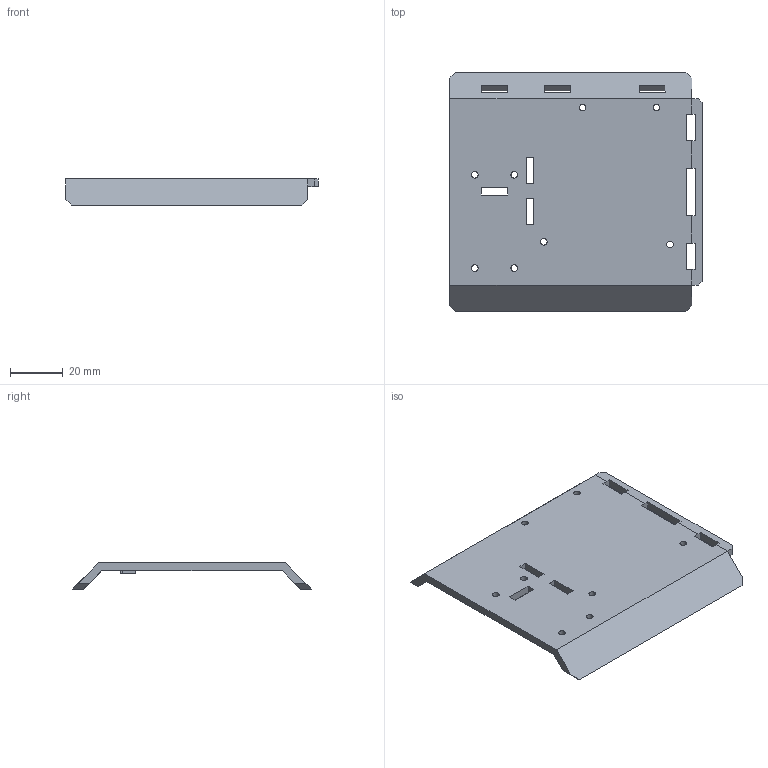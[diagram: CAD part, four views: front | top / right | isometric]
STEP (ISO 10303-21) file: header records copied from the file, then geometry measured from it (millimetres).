
FILE_DESCRIPTION(/* description */ (''),/* implementation_level */ '2;1');
FILE_NAME(/* name */ 'è¿«å»ç®~2',/* time_stamp */ '2017-11-06T10:25:06+08:00',/* author */ (''),/* organization */ (''),/* preprocessor_version */ 'ST-DEVELOPER v14',/* originating_system */ '',/* authorisation */ '');
FILE_SCHEMA (('CONFIG_CONTROL_DESIGN'));
Length unit declared in the file: millimetre
Products named in the file (1): Document
Bounding box: 96 x 91 x 10 mm (x, y, z)
Volume: 25713.1 mm3; surface area: 19652.4 mm2
Topology: 1 solids, 1 shells, 178 faces, 501 edges, 332 vertices
Faces by surface type: plane 97, bspline 81
Entity records: 6217 total; most frequent: CARTESIAN_POINT 2883, ORIENTED_EDGE 1002, EDGE_CURVE 501, B_SPLINE_CURVE_WITH_KNOTS 453, VERTEX_POINT 332, EDGE_LOOP 219, ADVANCED_FACE 178, FACE_OUTER_BOUND 178
